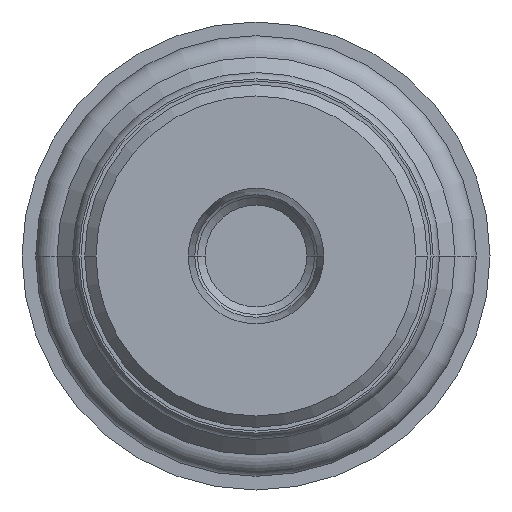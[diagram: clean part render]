
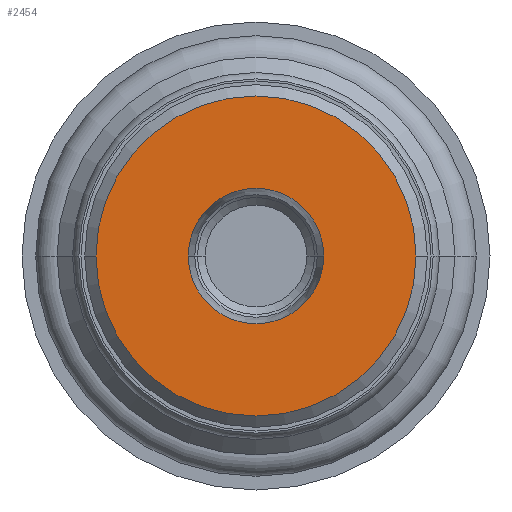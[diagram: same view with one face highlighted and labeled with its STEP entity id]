
A CAD part, left-side view. The second image highlights one B-rep face of the part: STEP entity #2454.
In plain terms, the highlighted planar face has unit normal (-1, 0, 0).
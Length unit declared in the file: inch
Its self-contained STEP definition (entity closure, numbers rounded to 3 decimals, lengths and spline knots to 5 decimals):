
#185=CARTESIAN_POINT('',(-2.118,0.,0.));
#186=DIRECTION('',(-1.,0.,0.));
#187=DIRECTION('',(0.,1.,0.));
#188=AXIS2_PLACEMENT_3D('',#185,#186,#187);
#193=CARTESIAN_POINT('',(-2.118,0.,0.));
#194=DIRECTION('',(-1.,0.,0.));
#195=DIRECTION('',(0.,-1.,0.));
#196=AXIS2_PLACEMENT_3D('',#193,#194,#195);
#201=CARTESIAN_POINT('',(-2.118,0.,0.));
#202=DIRECTION('',(1.,0.,0.));
#203=DIRECTION('',(0.,-1.,0.));
#204=AXIS2_PLACEMENT_3D('',#201,#202,#203);
#231=CARTESIAN_POINT('',(-2.118,0.,0.));
#232=DIRECTION('',(-1.,0.,0.));
#233=DIRECTION('',(0.,-1.,0.));
#234=AXIS2_PLACEMENT_3D('',#231,#232,#233);
#2194=CARTESIAN_POINT('',(-2.118,-0.4275,0.));
#2195=CARTESIAN_POINT('',(-2.118,0.4275,0.));
#2196=VERTEX_POINT('',#2194);
#2197=VERTEX_POINT('',#2195);
#2222=CARTESIAN_POINT('',(-2.118,0.181,0.));
#2223=CARTESIAN_POINT('',(-2.118,-0.181,0.));
#2224=VERTEX_POINT('',#2222);
#2225=VERTEX_POINT('',#2223);
#2438=CARTESIAN_POINT('',(-2.118,0.,0.));
#2439=DIRECTION('',(1.,0.,0.));
#2440=DIRECTION('',(0.,0.,-1.));
#2441=AXIS2_PLACEMENT_3D('',#2438,#2439,#2440);
#2442=PLANE('',#2441);
#2444=ORIENTED_EDGE('',*,*,#2443,.T.);
#2446=ORIENTED_EDGE('',*,*,#2445,.F.);
#2447=EDGE_LOOP('',(#2444,#2446));
#2448=FACE_OUTER_BOUND('',#2447,.F.);
#2449=ORIENTED_EDGE('',*,*,#2428,.T.);
#2451=ORIENTED_EDGE('',*,*,#2450,.T.);
#2452=EDGE_LOOP('',(#2449,#2451));
#2453=FACE_BOUND('',#2452,.F.);
#189=CIRCLE('',#188,0.181);
#197=CIRCLE('',#196,0.181);
#205=CIRCLE('',#204,0.4275);
#235=CIRCLE('',#234,0.4275);
#2428=EDGE_CURVE('',#2224,#2225,#189,.T.);
#2443=EDGE_CURVE('',#2196,#2197,#205,.T.);
#2445=EDGE_CURVE('',#2196,#2197,#235,.T.);
#2450=EDGE_CURVE('',#2225,#2224,#197,.T.);
#2454=ADVANCED_FACE('',(#2448,#2453),#2442,.F.);
